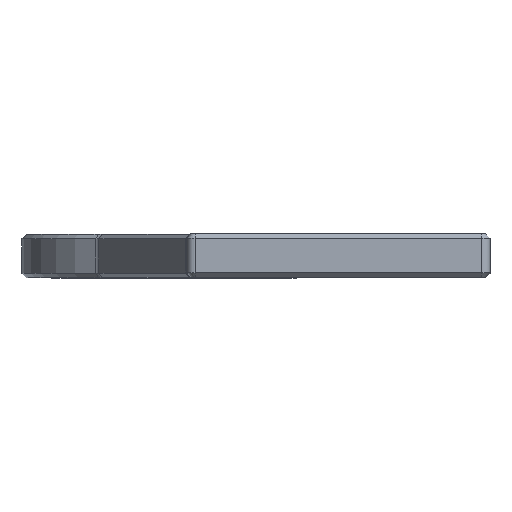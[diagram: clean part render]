
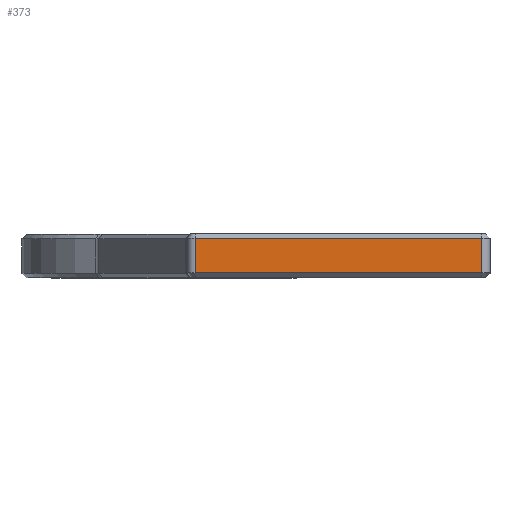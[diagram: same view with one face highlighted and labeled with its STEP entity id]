
A CAD part, top view. The second image highlights one B-rep face of the part: STEP entity #373.
In plain terms, the highlighted planar face has unit normal (0, 0, 1).
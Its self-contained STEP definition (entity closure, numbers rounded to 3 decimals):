
#20 = VECTOR ( 'NONE', #611, 1000. ) ;
#38 = LINE ( 'NONE', #1346, #919 ) ;
#49 = EDGE_CURVE ( 'NONE', #1281, #1018, #219, .T. ) ;
#77 = DIRECTION ( 'NONE',  ( 0., 0., 1. ) ) ;
#103 = VERTEX_POINT ( 'NONE', #130 ) ;
#120 = ORIENTED_EDGE ( 'NONE', *, *, #1102, .T. ) ;
#130 = CARTESIAN_POINT ( 'NONE',  ( -1., 4.5, 10. ) ) ;
#153 = CARTESIAN_POINT ( 'NONE',  ( -1., 0.5, 10. ) ) ;
#219 = LINE ( 'NONE', #978, #376 ) ;
#271 = EDGE_CURVE ( 'NONE', #1018, #1201, #1363, .T. ) ;
#313 = DIRECTION ( 'NONE',  ( 0., -1., 0. ) ) ;
#373 = ADVANCED_FACE ( 'NONE', ( #966 ), #1276, .T. ) ;
#376 = VECTOR ( 'NONE', #313, 1000. ) ;
#390 = DIRECTION ( 'NONE',  ( 1., 0., 0. ) ) ;
#398 = CARTESIAN_POINT ( 'NONE',  ( -1., 5., 10. ) ) ;
#475 = CARTESIAN_POINT ( 'NONE',  ( -1., 0.5, 10. ) ) ;
#480 = AXIS2_PLACEMENT_3D ( 'NONE', #609, #77, #390 ) ;
#588 = DIRECTION ( 'NONE',  ( 1., 0., 0. ) ) ;
#609 = CARTESIAN_POINT ( 'NONE',  ( 0., 5., 10. ) ) ;
#611 = DIRECTION ( 'NONE',  ( 0., 1., 0. ) ) ;
#653 = ORIENTED_EDGE ( 'NONE', *, *, #1293, .T. ) ;
#783 = CARTESIAN_POINT ( 'NONE',  ( -34., 0.5, 10. ) ) ;
#799 = ORIENTED_EDGE ( 'NONE', *, *, #49, .T. ) ;
#832 = LINE ( 'NONE', #398, #20 ) ;
#919 = VECTOR ( 'NONE', #1230, 1000. ) ;
#966 = FACE_OUTER_BOUND ( 'NONE', #1209, .T. ) ;
#978 = CARTESIAN_POINT ( 'NONE',  ( -34., 5., 10. ) ) ;
#1008 = VECTOR ( 'NONE', #588, 1000. ) ;
#1018 = VERTEX_POINT ( 'NONE', #783 ) ;
#1102 = EDGE_CURVE ( 'NONE', #103, #1281, #38, .T. ) ;
#1137 = ORIENTED_EDGE ( 'NONE', *, *, #271, .T. ) ;
#1201 = VERTEX_POINT ( 'NONE', #475 ) ;
#1209 = EDGE_LOOP ( 'NONE', ( #653, #120, #799, #1137 ) ) ;
#1230 = DIRECTION ( 'NONE',  ( -1., 0., 0. ) ) ;
#1259 = CARTESIAN_POINT ( 'NONE',  ( -34., 4.5, 10. ) ) ;
#1276 = PLANE ( 'NONE',  #480 ) ;
#1281 = VERTEX_POINT ( 'NONE', #1259 ) ;
#1293 = EDGE_CURVE ( 'NONE', #1201, #103, #832, .T. ) ;
#1346 = CARTESIAN_POINT ( 'NONE',  ( 0., 4.5, 10. ) ) ;
#1363 = LINE ( 'NONE', #153, #1008 ) ;
